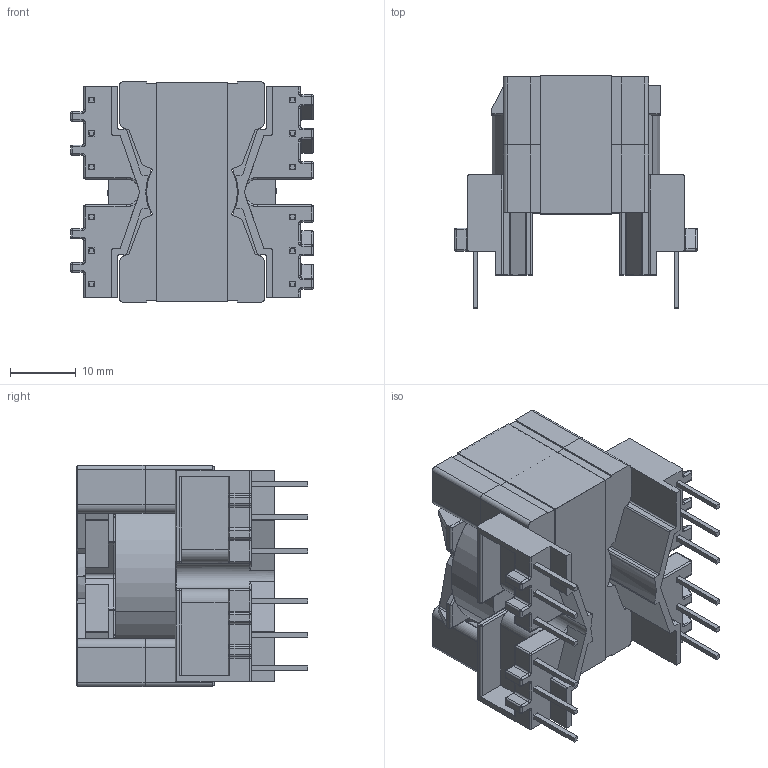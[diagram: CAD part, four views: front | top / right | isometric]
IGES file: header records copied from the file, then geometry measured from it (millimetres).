
Start section: SolidWorks IGES file using analytic representation for surfaces
Global section: file name: PQ3220_6957.IGS; native system: SolidWorks 2017; preprocessor: SolidWorks 2017; author: wyatt.kraus; date: 200407.160108; units: millimetre
Bounding box: 36.81 x 35.16 x 33.5 mm (x, y, z)
Surface area: 16575.4 mm2 (no closed solid volume)
Topology: 0 solids, 0 shells, 731 faces, 5168 edges, 5116 vertices
Faces by surface type: bspline 415, revolution 316
